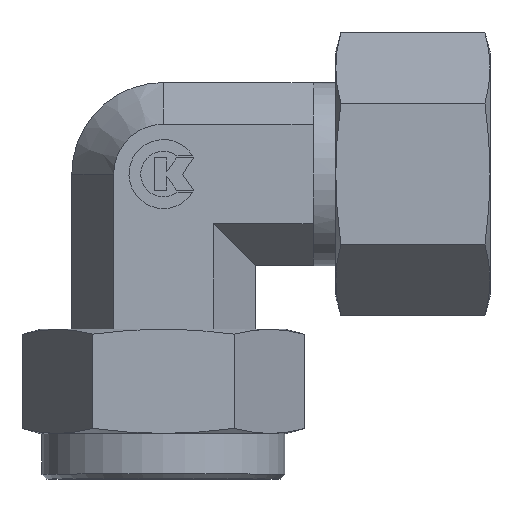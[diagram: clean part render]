
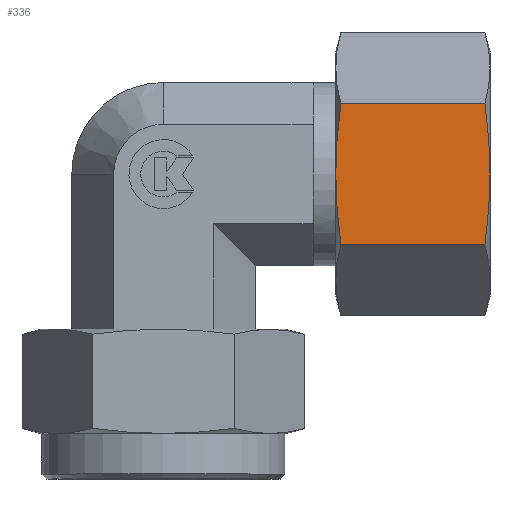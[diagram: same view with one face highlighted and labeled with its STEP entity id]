
A CAD part, top view. The second image highlights one B-rep face of the part: STEP entity #336.
In plain terms, the highlighted planar face has unit normal (0, 0, 1).
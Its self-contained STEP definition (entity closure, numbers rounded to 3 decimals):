
#336 = ADVANCED_FACE( '', ( #706 ), #707, .F. );
#706 = FACE_OUTER_BOUND( '', #1106, .T. );
#707 = PLANE( '', #1107 );
#1106 = EDGE_LOOP( '', ( #2396, #2397, #2398, #2399, #2400, #2401 ) );
#1107 = AXIS2_PLACEMENT_3D( '', #2402, #2403, #2404 );
#2396 = ORIENTED_EDGE( '', *, *, #2993, .F. );
#2397 = ORIENTED_EDGE( '', *, *, #2985, .F. );
#2398 = ORIENTED_EDGE( '', *, *, #2994, .F. );
#2399 = ORIENTED_EDGE( '', *, *, #2995, .F. );
#2400 = ORIENTED_EDGE( '', *, *, #2988, .T. );
#2401 = ORIENTED_EDGE( '', *, *, #2996, .F. );
#2402 = CARTESIAN_POINT( '', ( 36., -7.794, 13.5 ) );
#2403 = DIRECTION( '', ( 0., 0., -1. ) );
#2404 = DIRECTION( '', ( 0., -1., 0. ) );
#2985 = EDGE_CURVE( '', #3655, #3657, #3658, .T. );
#2988 = EDGE_CURVE( '', #3663, #3660, #3664, .T. );
#2993 = EDGE_CURVE( '', #3657, #3670, #3671, .T. );
#2994 = EDGE_CURVE( '', #3672, #3655, #3673, .T. );
#2995 = EDGE_CURVE( '', #3663, #3672, #3674, .T. );
#2996 = EDGE_CURVE( '', #3670, #3660, #3675, .T. );
#3655 = VERTEX_POINT( '', #4984 );
#3657 = VERTEX_POINT( '', #4995 );
#3658 = LINE( '', #4996, #4997 );
#3660 = VERTEX_POINT( '', #5008 );
#3663 = VERTEX_POINT( '', #5020 );
#3664 = LINE( '', #5021, #5022 );
#3670 = VERTEX_POINT( '', #5056 );
#3671 = ( B_SPLINE_CURVE( 2, ( #5058, #5059, #5060 ), .UNSPECIFIED., .F., .F. )B_SPLINE_CURVE_WITH_KNOTS( ( 3, 3 ), ( 6.513, 15.221 ), .UNSPECIFIED. )RATIONAL_B_SPLINE_CURVE( ( 1.058, 1.068, 1. ) )BOUNDED_CURVE(  )REPRESENTATION_ITEM( '' )GEOMETRIC_REPRESENTATION_ITEM(  )CURVE(  ) );
#3672 = VERTEX_POINT( '', #5067 );
#3673 = ( B_SPLINE_CURVE( 2, ( #5069, #5070, #5071 ), .UNSPECIFIED., .F., .F. )B_SPLINE_CURVE_WITH_KNOTS( ( 3, 3 ), ( 15.221, 23.928 ), .UNSPECIFIED. )RATIONAL_B_SPLINE_CURVE( ( 1., 1.068, 1.058 ) )BOUNDED_CURVE(  )REPRESENTATION_ITEM( '' )GEOMETRIC_REPRESENTATION_ITEM(  )CURVE(  ) );
#3674 = ( B_SPLINE_CURVE( 2, ( #5079, #5080, #5081 ), .UNSPECIFIED., .F., .F. )B_SPLINE_CURVE_WITH_KNOTS( ( 3, 3 ), ( 6.513, 15.221 ), .UNSPECIFIED. )RATIONAL_B_SPLINE_CURVE( ( 1.058, 1.068, 1. ) )BOUNDED_CURVE(  )REPRESENTATION_ITEM( '' )GEOMETRIC_REPRESENTATION_ITEM(  )CURVE(  ) );
#3675 = ( B_SPLINE_CURVE( 2, ( #5089, #5090, #5091 ), .UNSPECIFIED., .F., .F. )B_SPLINE_CURVE_WITH_KNOTS( ( 3, 3 ), ( 15.221, 23.928 ), .UNSPECIFIED. )RATIONAL_B_SPLINE_CURVE( ( 1., 1.068, 1.058 ) )BOUNDED_CURVE(  )REPRESENTATION_ITEM( '' )GEOMETRIC_REPRESENTATION_ITEM(  )CURVE(  ) );
#4984 = CARTESIAN_POINT( '', ( 35.44, -7.794, 13.5 ) );
#4995 = CARTESIAN_POINT( '', ( 19.56, -7.794, 13.5 ) );
#4996 = CARTESIAN_POINT( '', ( 36., -7.794, 13.5 ) );
#4997 = VECTOR( '', #5840, 1. );
#5008 = CARTESIAN_POINT( '', ( 19.56, 7.794, 13.5 ) );
#5020 = CARTESIAN_POINT( '', ( 35.44, 7.794, 13.5 ) );
#5021 = CARTESIAN_POINT( '', ( 36., 7.794, 13.5 ) );
#5022 = VECTOR( '', #5841, 1. );
#5056 = CARTESIAN_POINT( '', ( 19., 0., 13.5 ) );
#5058 = CARTESIAN_POINT( '', ( 19.56, -7.794, 13.5 ) );
#5059 = CARTESIAN_POINT( '', ( 19., -3.617, 13.5 ) );
#5060 = CARTESIAN_POINT( '', ( 19., 0., 13.5 ) );
#5067 = CARTESIAN_POINT( '', ( 36., 0., 13.5 ) );
#5069 = CARTESIAN_POINT( '', ( 36., 0., 13.5 ) );
#5070 = CARTESIAN_POINT( '', ( 36., -3.617, 13.5 ) );
#5071 = CARTESIAN_POINT( '', ( 35.44, -7.794, 13.5 ) );
#5079 = CARTESIAN_POINT( '', ( 35.44, 7.794, 13.5 ) );
#5080 = CARTESIAN_POINT( '', ( 36., 3.617, 13.5 ) );
#5081 = CARTESIAN_POINT( '', ( 36., 0., 13.5 ) );
#5089 = CARTESIAN_POINT( '', ( 19., 0., 13.5 ) );
#5090 = CARTESIAN_POINT( '', ( 19., 3.617, 13.5 ) );
#5091 = CARTESIAN_POINT( '', ( 19.56, 7.794, 13.5 ) );
#5840 = DIRECTION( '', ( -1., 0., 0. ) );
#5841 = DIRECTION( '', ( -1., 0., 0. ) );
